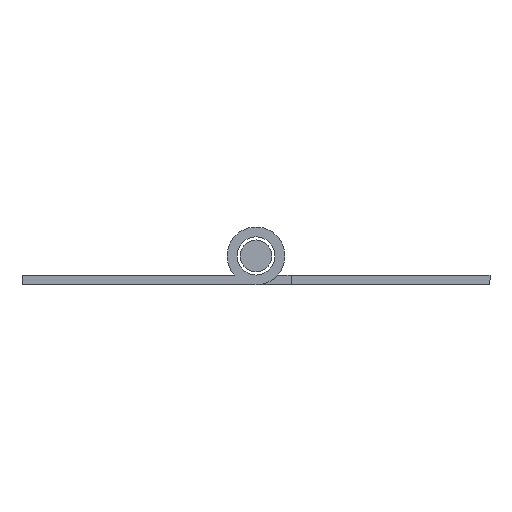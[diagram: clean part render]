
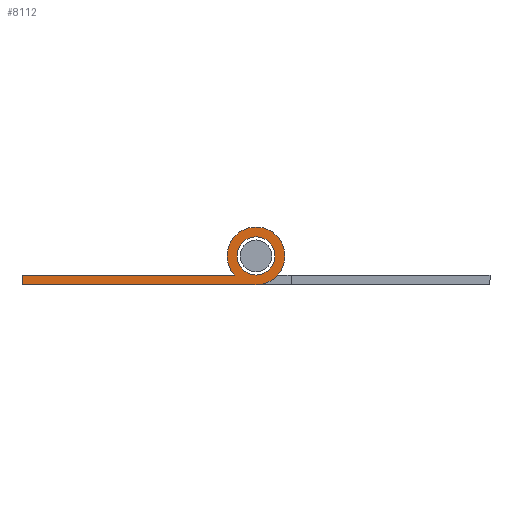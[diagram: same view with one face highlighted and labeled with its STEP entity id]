
A CAD part, front view. The second image highlights one B-rep face of the part: STEP entity #8112.
In plain terms, the highlighted planar face has unit normal (0, -1, 0).
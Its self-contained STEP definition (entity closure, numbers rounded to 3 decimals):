
#162 = CARTESIAN_POINT ( 'NONE',  ( -19., -500., -1.55 ) ) ;
#163 = LINE ( 'NONE', #162, #230 ) ;
#164 = DIRECTION ( 'NONE',  ( 0., 0., 1. ) ) ;
#165 = DIRECTION ( 'NONE',  ( 0., 1., 0. ) ) ;
#166 = CARTESIAN_POINT ( 'NONE',  ( 0., -500., 0. ) ) ;
#167 = AXIS2_PLACEMENT_3D ( 'NONE', #166, #165, #164 ) ;
#168 = PLANE ( 'NONE',  #167 ) ;
#169 = FACE_BOUND ( 'NONE', #8100, .T. ) ;
#170 = FACE_OUTER_BOUND ( 'NONE', #8113, .T. ) ;
#182 = DIRECTION ( 'NONE',  ( 0., 0., 1. ) ) ;
#183 = DIRECTION ( 'NONE',  ( 0., 1., 0. ) ) ;
#184 = CARTESIAN_POINT ( 'NONE',  ( 0., -500., 0. ) ) ;
#185 = AXIS2_PLACEMENT_3D ( 'NONE', #184, #183, #182 ) ;
#186 = CIRCLE ( 'NONE', #185, 1.55 ) ;
#187 = DIRECTION ( 'NONE',  ( 1., 0., 0. ) ) ;
#188 = VECTOR ( 'NONE', #187, 1000. ) ;
#189 = CARTESIAN_POINT ( 'NONE',  ( -1.766, -500., -1.55 ) ) ;
#190 = LINE ( 'NONE', #189, #188 ) ;
#191 = CARTESIAN_POINT ( 'NONE',  ( -1.766, -500., -1.55 ) ) ;
#215 = DIRECTION ( 'NONE',  ( 0., 0., 1. ) ) ;
#216 = DIRECTION ( 'NONE',  ( 0., 1., 0. ) ) ;
#217 = CARTESIAN_POINT ( 'NONE',  ( 0., -500., 0. ) ) ;
#218 = AXIS2_PLACEMENT_3D ( 'NONE', #217, #216, #215 ) ;
#219 = CIRCLE ( 'NONE', #218, 2.35 ) ;
#222 = CARTESIAN_POINT ( 'NONE',  ( 0., -500., -2.35 ) ) ;
#223 = DIRECTION ( 'NONE',  ( -1., 0., 0. ) ) ;
#224 = VECTOR ( 'NONE', #223, 1000. ) ;
#225 = CARTESIAN_POINT ( 'NONE',  ( -19., -500., -2.35 ) ) ;
#226 = LINE ( 'NONE', #225, #224 ) ;
#227 = CARTESIAN_POINT ( 'NONE',  ( -19., -500., -1.55 ) ) ;
#228 = CARTESIAN_POINT ( 'NONE',  ( -19., -500., -2.35 ) ) ;
#229 = DIRECTION ( 'NONE',  ( 0., 0., 1. ) ) ;
#230 = VECTOR ( 'NONE', #229, 1000. ) ;
#7529 = VERTEX_POINT ( 'NONE', #16160 ) ;
#7531 = EDGE_CURVE ( 'NONE', #7532, #7529, #16159, .T. ) ;
#7532 = VERTEX_POINT ( 'NONE', #16154 ) ;
#8097 = VERTEX_POINT ( 'NONE', #191 ) ;
#8098 = ORIENTED_EDGE ( 'NONE', *, *, #8099, .F. ) ;
#8099 = EDGE_CURVE ( 'NONE', #8117, #8097, #190, .T. ) ;
#8100 = EDGE_LOOP ( 'NONE', ( #8101, #8102 ) ) ;
#8101 = ORIENTED_EDGE ( 'NONE', *, *, #7531, .T. ) ;
#8102 = ORIENTED_EDGE ( 'NONE', *, *, #8103, .T. ) ;
#8103 = EDGE_CURVE ( 'NONE', #7529, #7532, #186, .T. ) ;
#8112 = ADVANCED_FACE ( 'NONE', ( #170, #169 ), #168, .F. ) ;
#8113 = EDGE_LOOP ( 'NONE', ( #8114, #8118, #8121, #8098 ) ) ;
#8114 = ORIENTED_EDGE ( 'NONE', *, *, #8115, .F. ) ;
#8115 = EDGE_CURVE ( 'NONE', #8116, #8117, #163, .T. ) ;
#8116 = VERTEX_POINT ( 'NONE', #228 ) ;
#8117 = VERTEX_POINT ( 'NONE', #227 ) ;
#8118 = ORIENTED_EDGE ( 'NONE', *, *, #8119, .F. ) ;
#8119 = EDGE_CURVE ( 'NONE', #8120, #8116, #226, .T. ) ;
#8120 = VERTEX_POINT ( 'NONE', #222 ) ;
#8121 = ORIENTED_EDGE ( 'NONE', *, *, #8122, .F. ) ;
#8122 = EDGE_CURVE ( 'NONE', #8097, #8120, #219, .T. ) ;
#16154 = CARTESIAN_POINT ( 'NONE',  ( 0., -500., -1.55 ) ) ;
#16155 = DIRECTION ( 'NONE',  ( 0., 0., 1. ) ) ;
#16156 = DIRECTION ( 'NONE',  ( 0., 1., 0. ) ) ;
#16157 = CARTESIAN_POINT ( 'NONE',  ( 0., -500., 0. ) ) ;
#16158 = AXIS2_PLACEMENT_3D ( 'NONE', #16157, #16156, #16155 ) ;
#16159 = CIRCLE ( 'NONE', #16158, 1.55 ) ;
#16160 = CARTESIAN_POINT ( 'NONE',  ( 0., -500., 1.55 ) ) ;
